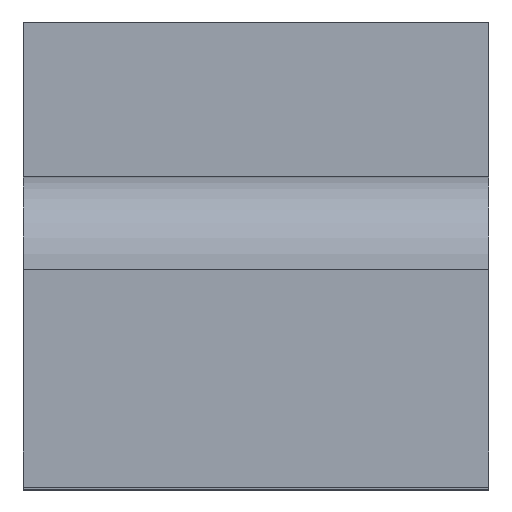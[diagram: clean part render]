
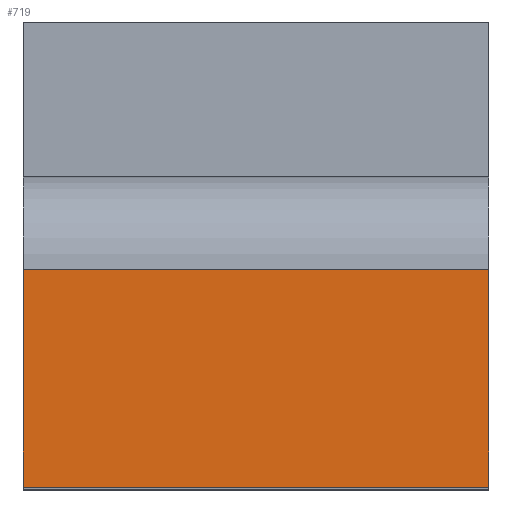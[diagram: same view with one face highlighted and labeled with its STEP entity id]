
A CAD part, top view. The second image highlights one B-rep face of the part: STEP entity #719.
In plain terms, the highlighted planar face has unit normal (0, 0, 1).
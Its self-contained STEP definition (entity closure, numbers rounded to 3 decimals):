
#5 = VECTOR ( 'NONE', #645, 1000. ) ;
#22 = EDGE_CURVE ( 'NONE', #336, #134, #771, .T. ) ;
#36 = DIRECTION ( 'NONE',  ( 0., 0., -1. ) ) ;
#56 = DIRECTION ( 'NONE',  ( -1., 0., 0. ) ) ;
#59 = CARTESIAN_POINT ( 'NONE',  ( 7.5, -15., 27.5 ) ) ;
#71 = AXIS2_PLACEMENT_3D ( 'NONE', #413, #36, #703 ) ;
#119 = VECTOR ( 'NONE', #56, 1000. ) ;
#124 = EDGE_LOOP ( 'NONE', ( #664, #396, #371, #369 ) ) ;
#132 = LINE ( 'NONE', #510, #119 ) ;
#134 = VERTEX_POINT ( 'NONE', #555 ) ;
#136 = DIRECTION ( 'NONE',  ( 0., -1., 0. ) ) ;
#211 = EDGE_CURVE ( 'NONE', #336, #440, #646, .T. ) ;
#241 = EDGE_CURVE ( 'NONE', #134, #263, #132, .T. ) ;
#259 = EDGE_CURVE ( 'NONE', #440, #263, #265, .T. ) ;
#263 = VERTEX_POINT ( 'NONE', #686 ) ;
#265 = LINE ( 'NONE', #420, #5 ) ;
#336 = VERTEX_POINT ( 'NONE', #654 ) ;
#369 = ORIENTED_EDGE ( 'NONE', *, *, #211, .T. ) ;
#371 = ORIENTED_EDGE ( 'NONE', *, *, #22, .F. ) ;
#396 = ORIENTED_EDGE ( 'NONE', *, *, #241, .F. ) ;
#413 = CARTESIAN_POINT ( 'NONE',  ( 7.5, -15., 27.5 ) ) ;
#420 = CARTESIAN_POINT ( 'NONE',  ( -7.5, -15., 27.5 ) ) ;
#432 = VECTOR ( 'NONE', #495, 1000. ) ;
#440 = VERTEX_POINT ( 'NONE', #587 ) ;
#477 = PLANE ( 'NONE',  #71 ) ;
#480 = CARTESIAN_POINT ( 'NONE',  ( 7.5, -8., 27.5 ) ) ;
#495 = DIRECTION ( 'NONE',  ( -1., 0., 0. ) ) ;
#510 = CARTESIAN_POINT ( 'NONE',  ( 7.5, -15., 27.5 ) ) ;
#555 = CARTESIAN_POINT ( 'NONE',  ( 7.5, -15., 27.5 ) ) ;
#568 = VECTOR ( 'NONE', #136, 1000. ) ;
#587 = CARTESIAN_POINT ( 'NONE',  ( -7.5, -8., 27.5 ) ) ;
#625 = FACE_OUTER_BOUND ( 'NONE', #124, .T. ) ;
#645 = DIRECTION ( 'NONE',  ( 0., -1., 0. ) ) ;
#646 = LINE ( 'NONE', #480, #432 ) ;
#654 = CARTESIAN_POINT ( 'NONE',  ( 7.5, -8., 27.5 ) ) ;
#664 = ORIENTED_EDGE ( 'NONE', *, *, #259, .T. ) ;
#686 = CARTESIAN_POINT ( 'NONE',  ( -7.5, -15., 27.5 ) ) ;
#703 = DIRECTION ( 'NONE',  ( 0., 1., 0. ) ) ;
#719 = ADVANCED_FACE ( 'NONE', ( #625 ), #477, .F. ) ;
#771 = LINE ( 'NONE', #59, #568 ) ;
